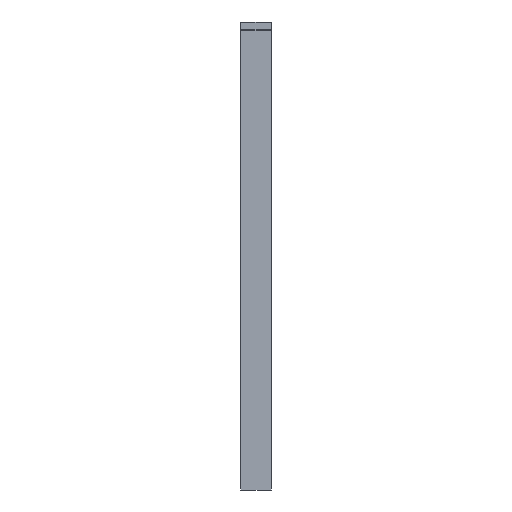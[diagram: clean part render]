
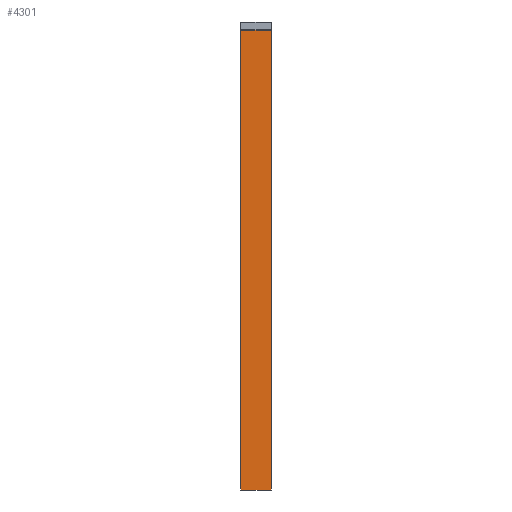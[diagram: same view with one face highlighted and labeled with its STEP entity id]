
A CAD part, front view. The second image highlights one B-rep face of the part: STEP entity #4301.
In plain terms, the highlighted planar face has unit normal (0, -1, 0).
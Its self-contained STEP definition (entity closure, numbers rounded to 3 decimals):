
#956 = VERTEX_POINT ( 'NONE', #6975 ) ;
#1044 = CARTESIAN_POINT ( 'NONE',  ( 98., 0., 3050. ) ) ;
#1052 = CARTESIAN_POINT ( 'NONE',  ( 98., 0., 0. ) ) ;
#1084 = VECTOR ( 'NONE', #6424, 1000. ) ;
#2013 = FACE_OUTER_BOUND ( 'NONE', #8557, .T. ) ;
#2037 = DIRECTION ( 'NONE',  ( -1., 0., 0. ) ) ;
#2046 = ORIENTED_EDGE ( 'NONE', *, *, #8249, .F. ) ;
#2187 = ORIENTED_EDGE ( 'NONE', *, *, #4354, .T. ) ;
#3000 = LINE ( 'NONE', #1044, #6191 ) ;
#3473 = EDGE_CURVE ( 'NONE', #956, #3945, #4291, .T. ) ;
#3674 = DIRECTION ( 'NONE',  ( 0., 0., -1. ) ) ;
#3945 = VERTEX_POINT ( 'NONE', #6824 ) ;
#4088 = DIRECTION ( 'NONE',  ( -1., 0., 0. ) ) ;
#4291 = LINE ( 'NONE', #7125, #7074 ) ;
#4301 = ADVANCED_FACE ( 'NONE', ( #2013 ), #6839, .F. ) ;
#4354 = EDGE_CURVE ( 'NONE', #7126, #956, #7965, .T. ) ;
#4689 = CARTESIAN_POINT ( 'NONE',  ( 99., 0., 2995.055 ) ) ;
#4832 = CARTESIAN_POINT ( 'NONE',  ( 0., 0., 3050. ) ) ;
#4938 = DIRECTION ( 'NONE',  ( 0., 0., -1. ) ) ;
#4989 = CARTESIAN_POINT ( 'NONE',  ( 0., 0., 0. ) ) ;
#5736 = VERTEX_POINT ( 'NONE', #1052 ) ;
#5956 = AXIS2_PLACEMENT_3D ( 'NONE', #4832, #6176, #4088 ) ;
#6112 = LINE ( 'NONE', #4989, #1084 ) ;
#6176 = DIRECTION ( 'NONE',  ( 0., 1., 0. ) ) ;
#6191 = VECTOR ( 'NONE', #4938, 1000. ) ;
#6317 = CARTESIAN_POINT ( 'NONE',  ( 98., 0., 2995.055 ) ) ;
#6424 = DIRECTION ( 'NONE',  ( 1., 0., 0. ) ) ;
#6591 = ORIENTED_EDGE ( 'NONE', *, *, #7758, .T. ) ;
#6824 = CARTESIAN_POINT ( 'NONE',  ( -98., 0., 0. ) ) ;
#6839 = PLANE ( 'NONE',  #5956 ) ;
#6975 = CARTESIAN_POINT ( 'NONE',  ( -98., 0., 2995.055 ) ) ;
#7074 = VECTOR ( 'NONE', #3674, 1000. ) ;
#7125 = CARTESIAN_POINT ( 'NONE',  ( -98., 0., 3050. ) ) ;
#7126 = VERTEX_POINT ( 'NONE', #6317 ) ;
#7758 = EDGE_CURVE ( 'NONE', #3945, #5736, #6112, .T. ) ;
#7965 = LINE ( 'NONE', #4689, #8504 ) ;
#8249 = EDGE_CURVE ( 'NONE', #7126, #5736, #3000, .T. ) ;
#8504 = VECTOR ( 'NONE', #2037, 1000. ) ;
#8557 = EDGE_LOOP ( 'NONE', ( #2046, #2187, #8636, #6591 ) ) ;
#8636 = ORIENTED_EDGE ( 'NONE', *, *, #3473, .T. ) ;
